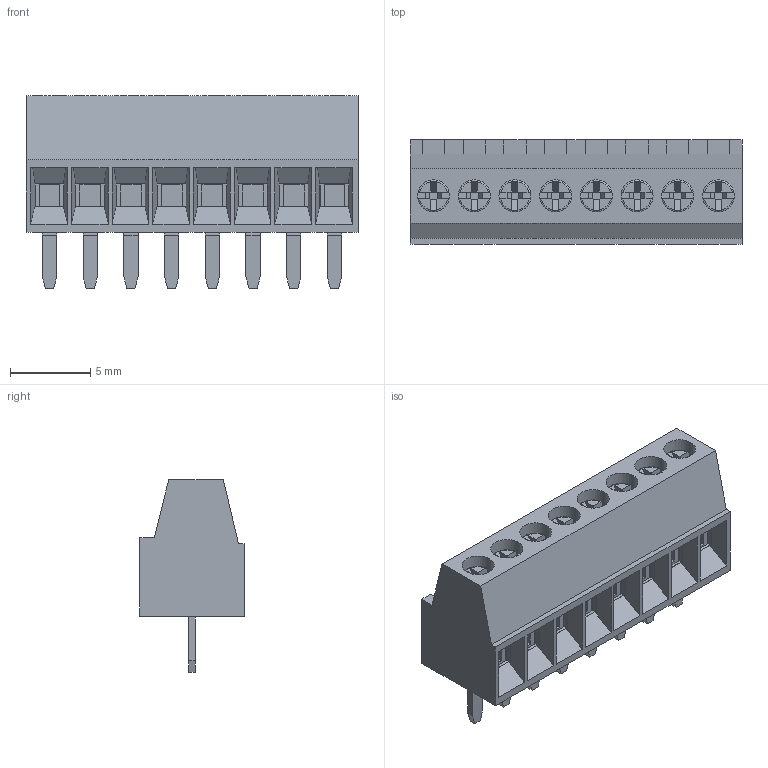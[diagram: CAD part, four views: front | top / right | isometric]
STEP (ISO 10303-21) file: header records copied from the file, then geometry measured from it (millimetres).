
FILE_DESCRIPTION(/* description */ ('Unknown'),/* implementation_level */ '2;1');
FILE_NAME(/* name */ '691210910008',/* time_stamp */ '2017-07-03T14:50:51+02:00',/* author */ ('Unknown'),/* organization */ ('Unknown'),/* preprocessor_version */ 'ST-DEVELOPER v16.7',/* originating_system */ 'DEX',/* authorisation */ $);
FILE_SCHEMA (('AUTOMOTIVE_DESIGN {1 0 10303 214 3 1 1}'));
Length unit declared in the file: millimetre
Products named in the file (5): 6912109100xx; 691210910008; 6912109100xx_CAGE; 6912109100xx_VIS; 6912109100xx_PIN
Assembly tree (25 placements, depth 2):
  6912109100xx
    691210910008
    6912109100xx_CAGE  x8
    6912109100xx_VIS  x8
    6912109100xx_PIN  x8
Bounding box: 20.72 x 6.5 x 12 mm (x, y, z)
Volume: 669.1 mm3; surface area: 2552.7 mm2
Topology: 25 solids, 25 shells, 922 faces, 2472 edges, 1600 vertices
Faces by surface type: plane 802, cylinder 88, torus 24, cone 8
Full cylindrical faces by diameter (mm): 1.5 x16, 1.7 x8, 2 x8, 2.1 x8
Entity records: 13160 total; most frequent: CARTESIAN_POINT 2281, ORIENTED_EDGE 2196, DIRECTION 1998, EDGE_CURVE 1098, LINE 1024, VECTOR 1024, VERTEX_POINT 730, AXIS2_PLACEMENT_3D 487
